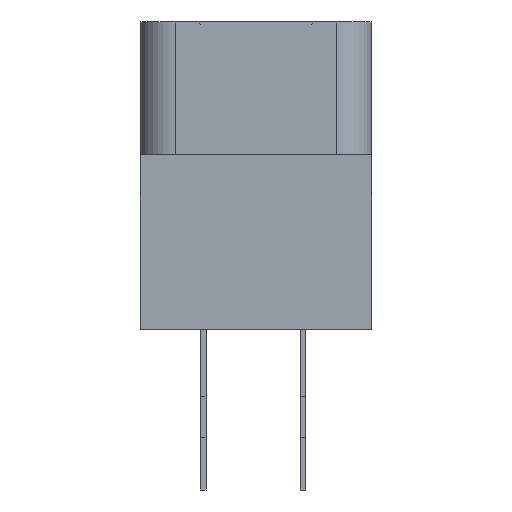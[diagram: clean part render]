
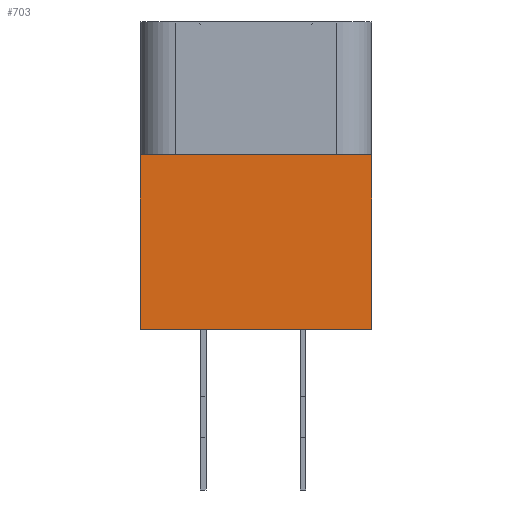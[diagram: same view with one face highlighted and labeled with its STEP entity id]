
A CAD part, left-side view. The second image highlights one B-rep face of the part: STEP entity #703.
In plain terms, the highlighted planar face has unit normal (-1, 0, 0).
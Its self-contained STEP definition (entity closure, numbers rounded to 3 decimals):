
#541 = EDGE_CURVE('',#542,#544,#546,.T.);
#542 = VERTEX_POINT('',#543);
#543 = CARTESIAN_POINT('',(-41.985,-4.13,6.22));
#544 = VERTEX_POINT('',#545);
#545 = CARTESIAN_POINT('',(-41.985,4.13,6.22));
#546 = LINE('',#547,#548);
#547 = CARTESIAN_POINT('',(-41.985,-4.13,6.22));
#548 = VECTOR('',#549,1.);
#549 = DIRECTION('',(0.,1.,0.));
#603 = EDGE_CURVE('',#604,#542,#606,.T.);
#604 = VERTEX_POINT('',#605);
#605 = CARTESIAN_POINT('',(-41.985,-4.13,0.));
#606 = LINE('',#607,#608);
#607 = CARTESIAN_POINT('',(-41.985,-4.13,0.));
#608 = VECTOR('',#609,1.);
#609 = DIRECTION('',(0.,0.,1.));
#662 = EDGE_CURVE('',#663,#544,#665,.T.);
#663 = VERTEX_POINT('',#664);
#664 = CARTESIAN_POINT('',(-41.985,4.13,0.));
#665 = LINE('',#666,#667);
#666 = CARTESIAN_POINT('',(-41.985,4.13,0.));
#667 = VECTOR('',#668,1.);
#668 = DIRECTION('',(0.,0.,1.));
#703 = ADVANCED_FACE('',(#704),#715,.T.);
#704 = FACE_BOUND('',#705,.T.);
#705 = EDGE_LOOP('',(#706,#707,#708,#709));
#706 = ORIENTED_EDGE('',*,*,#603,.T.);
#707 = ORIENTED_EDGE('',*,*,#541,.T.);
#708 = ORIENTED_EDGE('',*,*,#662,.F.);
#709 = ORIENTED_EDGE('',*,*,#710,.F.);
#710 = EDGE_CURVE('',#604,#663,#711,.T.);
#711 = LINE('',#712,#713);
#712 = CARTESIAN_POINT('',(-41.985,-4.13,0.));
#713 = VECTOR('',#714,1.);
#714 = DIRECTION('',(0.,1.,0.));
#715 = PLANE('',#716);
#716 = AXIS2_PLACEMENT_3D('',#717,#718,#719);
#717 = CARTESIAN_POINT('',(-41.985,-4.13,0.));
#718 = DIRECTION('',(-1.,0.,0.));
#719 = DIRECTION('',(0.,1.,0.));
